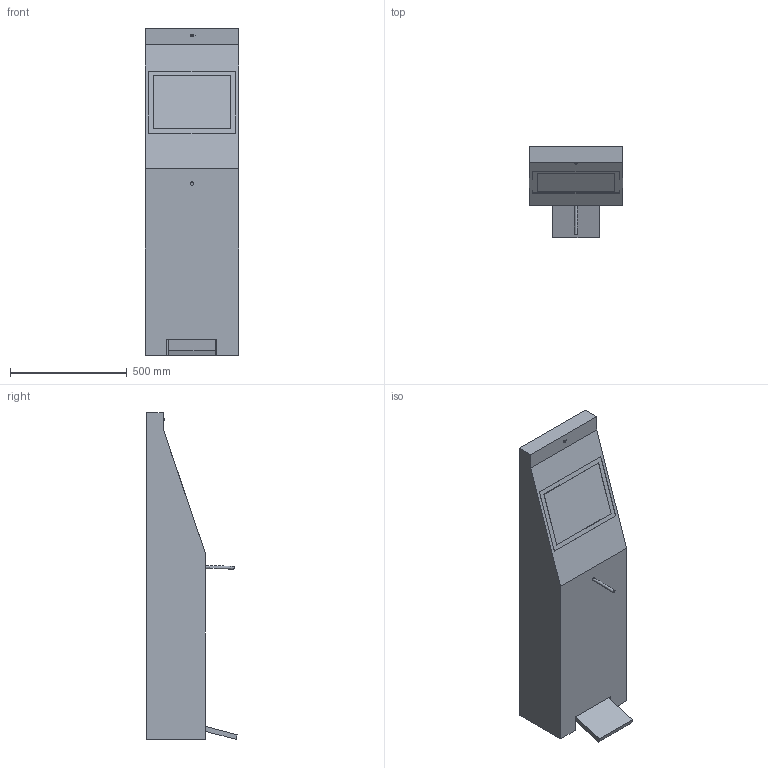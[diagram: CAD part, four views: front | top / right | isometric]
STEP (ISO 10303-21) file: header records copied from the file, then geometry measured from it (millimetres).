
FILE_DESCRIPTION(/* description */ (''),/* implementation_level */ '2;1');
FILE_NAME(/* name */ 'PJI Projeto Covid-19 Protótipo 4 v9 (SolidWorks).step',/* time_stamp */ '2020-11-01T15:12:30-03:00',/* author */ (''),/* organization */ (''),/* preprocessor_version */ 'ST-DEVELOPER v18.1',/* originating_system */ 'Autodesk Translation Framework v9.3.0.1241',/* authorisation */ '');
FILE_SCHEMA (('AUTOMOTIVE_DESIGN { 1 0 10303 214 3 1 1 }'));
Length unit declared in the file: millimetre
Products named in the file (9): PJI Projeto Covid-19 Protótipo 4; Painel principal; Pedal ; apoio de pe; Arame; Apoio para frasco; Frasco ; Dispenser; Mola
Assembly tree (8 placements, depth 3):
  PJI Projeto Covid-19 Protótipo 4
    Painel principal
    Pedal 
      apoio de pe
      Arame
    Apoio para frasco
    Frasco 
      Dispenser
    Mola
Bounding box: 400 x 387.47 x 1400 mm (x, y, z)
Volume: 33725788 mm3; surface area: 3451154.7 mm2
Topology: 13 solids, 13 shells, 163 faces, 380 edges, 251 vertices
Faces by surface type: plane 114, cylinder 32, bspline 9, torus 5, cone 3
Full cylindrical faces by diameter (mm): 3.2 x2, 10 x1, 13 x2, 15 x1, 25 x1, 30 x1, 79.696 x1
Entity records: 6919 total; most frequent: CARTESIAN_POINT 2856, DIRECTION 795, ORIENTED_EDGE 760, EDGE_CURVE 380, LINE 273, VECTOR 273, AXIS2_PLACEMENT_3D 261, VERTEX_POINT 251
